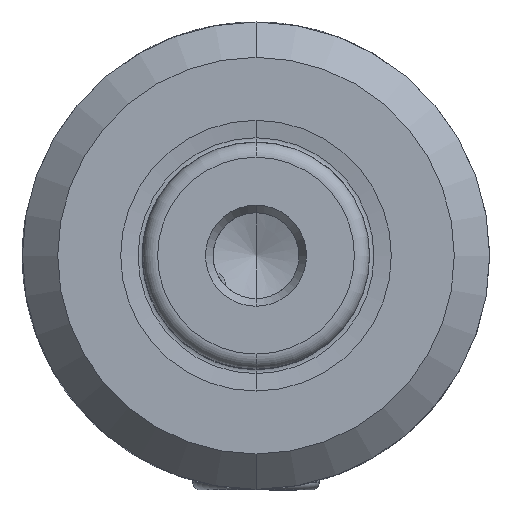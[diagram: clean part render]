
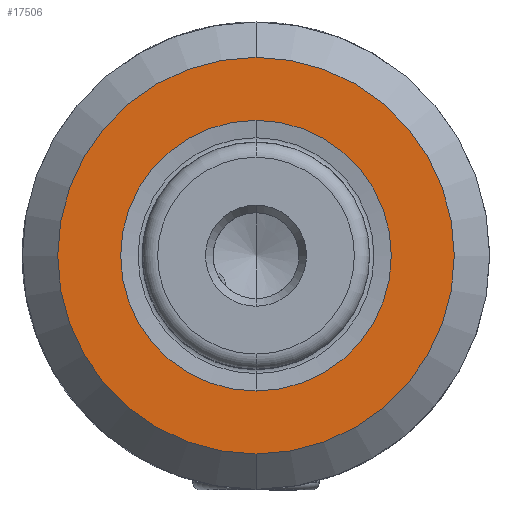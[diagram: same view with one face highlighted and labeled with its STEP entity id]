
A CAD part, left-side view. The second image highlights one B-rep face of the part: STEP entity #17506.
In plain terms, the highlighted planar face has unit normal (-1, 0, 0).
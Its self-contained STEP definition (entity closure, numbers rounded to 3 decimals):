
#1128 = CARTESIAN_POINT ( 'NONE',  ( -62., 0., 0. ) ) ;
#2003 = CARTESIAN_POINT ( 'NONE',  ( -62., 0., 0. ) ) ;
#2191 = EDGE_CURVE ( 'NONE', #3039, #7404, #22903, .T. ) ;
#2357 = PLANE ( 'NONE',  #20969 ) ;
#2418 = CARTESIAN_POINT ( 'NONE',  ( -62., 0., 10.715 ) ) ;
#2544 = DIRECTION ( 'NONE',  ( 0., 0., 1. ) ) ;
#2921 = AXIS2_PLACEMENT_3D ( 'NONE', #12307, #19779, #2544 ) ;
#3039 = VERTEX_POINT ( 'NONE', #2418 ) ;
#3587 = DIRECTION ( 'NONE',  ( -1., 0., 0. ) ) ;
#3817 = CIRCLE ( 'NONE', #2921, 10.715 ) ;
#4266 = DIRECTION ( 'NONE',  ( 1., 0., 0. ) ) ;
#4344 = EDGE_CURVE ( 'NONE', #7694, #11544, #4606, .T. ) ;
#4606 = CIRCLE ( 'NONE', #23566, 15.7 ) ;
#5731 = ORIENTED_EDGE ( 'NONE', *, *, #13392, .T. ) ;
#7274 = FACE_OUTER_BOUND ( 'NONE', #9872, .T. ) ;
#7404 = VERTEX_POINT ( 'NONE', #21101 ) ;
#7694 = VERTEX_POINT ( 'NONE', #12603 ) ;
#8120 = DIRECTION ( 'NONE',  ( 0., 0., -1. ) ) ;
#8743 = ORIENTED_EDGE ( 'NONE', *, *, #4344, .T. ) ;
#8876 = AXIS2_PLACEMENT_3D ( 'NONE', #14872, #16466, #10883 ) ;
#9051 = EDGE_LOOP ( 'NONE', ( #15023, #12636 ) ) ;
#9872 = EDGE_LOOP ( 'NONE', ( #5731, #8743 ) ) ;
#10792 = DIRECTION ( 'NONE',  ( 0., 0., 1. ) ) ;
#10883 = DIRECTION ( 'NONE',  ( 0., 0., 1. ) ) ;
#10909 = CIRCLE ( 'NONE', #8876, 15.7 ) ;
#11544 = VERTEX_POINT ( 'NONE', #20231 ) ;
#11878 = EDGE_CURVE ( 'NONE', #7404, #3039, #3817, .T. ) ;
#12307 = CARTESIAN_POINT ( 'NONE',  ( -62., 0., 0. ) ) ;
#12603 = CARTESIAN_POINT ( 'NONE',  ( -62., 0., 15.7 ) ) ;
#12636 = ORIENTED_EDGE ( 'NONE', *, *, #11878, .F. ) ;
#13392 = EDGE_CURVE ( 'NONE', #11544, #7694, #10909, .T. ) ;
#14773 = FACE_BOUND ( 'NONE', #9051, .T. ) ;
#14872 = CARTESIAN_POINT ( 'NONE',  ( -62., 0., 0. ) ) ;
#15023 = ORIENTED_EDGE ( 'NONE', *, *, #2191, .F. ) ;
#15381 = AXIS2_PLACEMENT_3D ( 'NONE', #1128, #24235, #10792 ) ;
#15747 = CARTESIAN_POINT ( 'NONE',  ( -62., 10.715, 0. ) ) ;
#16466 = DIRECTION ( 'NONE',  ( -1., 0., 0. ) ) ;
#16997 = DIRECTION ( 'NONE',  ( 0., 0., 1. ) ) ;
#17506 = ADVANCED_FACE ( 'NONE', ( #14773, #7274 ), #2357, .F. ) ;
#19779 = DIRECTION ( 'NONE',  ( -1., 0., 0. ) ) ;
#20231 = CARTESIAN_POINT ( 'NONE',  ( -62., 0., -15.7 ) ) ;
#20969 = AXIS2_PLACEMENT_3D ( 'NONE', #15747, #4266, #8120 ) ;
#21101 = CARTESIAN_POINT ( 'NONE',  ( -62., 0., -10.715 ) ) ;
#22903 = CIRCLE ( 'NONE', #15381, 10.715 ) ;
#23566 = AXIS2_PLACEMENT_3D ( 'NONE', #2003, #3587, #16997 ) ;
#24235 = DIRECTION ( 'NONE',  ( -1., 0., 0. ) ) ;
